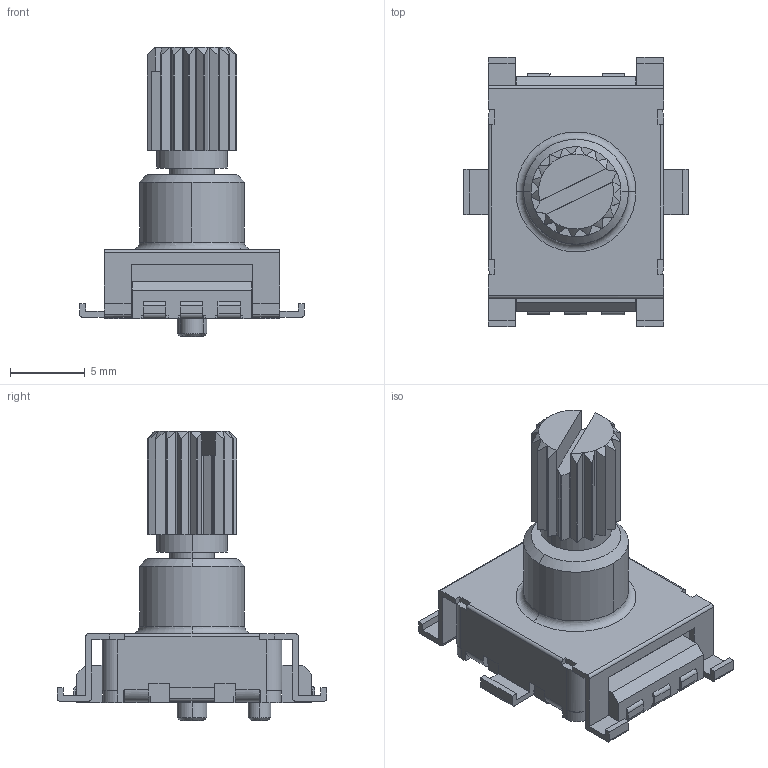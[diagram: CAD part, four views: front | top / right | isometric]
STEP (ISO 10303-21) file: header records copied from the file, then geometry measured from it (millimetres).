
FILE_DESCRIPTION (( 'STEP AP214' ), '1' );
FILE_NAME ('PEC11S-9213K-S0015.STEP', '2024-06-09T18:48:05', ( '' ), ( '' ), 'SwSTEP 2.0', 'SolidWorks 2024', '' );
FILE_SCHEMA (( 'AUTOMOTIVE_DESIGN' ));
Length unit declared in the file: millimetre
Products named in the file (11): DC11L1521538-BCC_9; DC11L1521538-BCC_7; PEC11S-9213K-S0015; DC11L1521538-BCC_8; DC11L1521538-BCC; DC11L1521538-BCC_4; DC11L1521538-BCC_1; DC11L1521538-BCC_6; DC11L1521538-BCC_2; DC11L1521538-BCC_5; DC11L1521538-BCC_3
Assembly tree (10 placements, depth 2):
  PEC11S-9213K-S0015
    DC11L1521538-BCC_2
    DC11L1521538-BCC_6
    DC11L1521538-BCC_7
    DC11L1521538-BCC_3
    DC11L1521538-BCC_4
    DC11L1521538-BCC
    DC11L1521538-BCC_5
    DC11L1521538-BCC_1
    DC11L1521538-BCC_9
    DC11L1521538-BCC_8
Bounding box: 15 x 18 x 19.3 mm (x, y, z)
Volume: 211.7 mm3; surface area: 1912.5 mm2
Topology: 9 solids, 10 shells, 836 faces, 2283 edges, 1482 vertices
Faces by surface type: plane 484, cylinder 293, bspline 30, cone 21, torus 8
Entity records: 36886 total; most frequent: CARTESIAN_POINT 10495, ORIENTED_EDGE 4550, DIRECTION 3756, EDGE_CURVE 2283, VECTOR 1502, LINE 1502, VERTEX_POINT 1482, AXIS2_PLACEMENT_3D 1127
